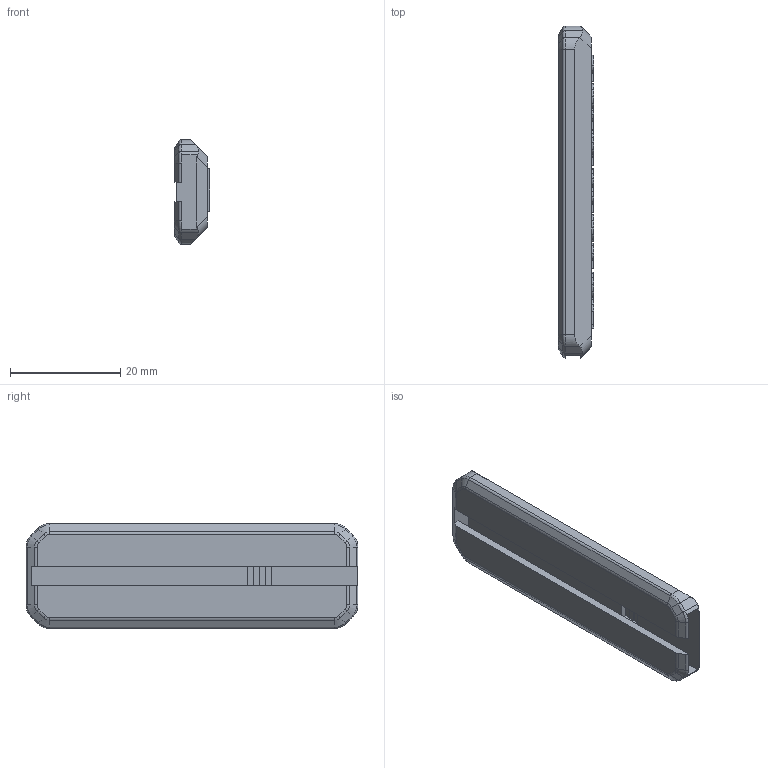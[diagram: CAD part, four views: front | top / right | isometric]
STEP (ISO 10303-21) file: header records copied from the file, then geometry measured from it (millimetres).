
FILE_DESCRIPTION(/* description */ (''),/* implementation_level */ '2;1');
FILE_NAME(/* name */ 'lock.step',/* time_stamp */ '2020-06-08T16:46:37+02:00',/* author */ (''),/* organization */ (''),/* preprocessor_version */ 'ST-DEVELOPER v18.1',/* originating_system */ 'Autodesk Translation Framework v9.3.0.1241',/* authorisation */ '');
FILE_SCHEMA (('AUTOMOTIVE_DESIGN { 1 0 10303 214 3 1 1 }'));
Length unit declared in the file: millimetre
Products named in the file (1): lock
Bounding box: 6.5 x 60.25 x 19 mm (x, y, z)
Volume: 3707.8 mm3; surface area: 4614.9 mm2
Topology: 1 solids, 1 shells, 327 faces, 879 edges, 570 vertices
Faces by surface type: bspline 144, plane 136, cylinder 31, cone 8, torus 8
Entity records: 10534 total; most frequent: CARTESIAN_POINT 3535, ORIENTED_EDGE 1758, DIRECTION 1108, EDGE_CURVE 879, VERTEX_POINT 570, LINE 512, VECTOR 512, EDGE_LOOP 343
